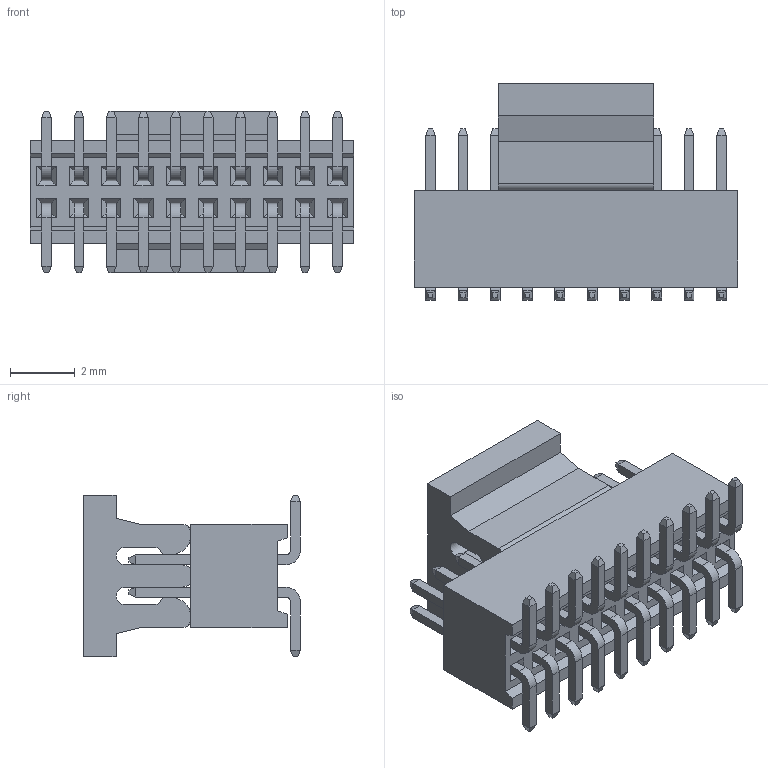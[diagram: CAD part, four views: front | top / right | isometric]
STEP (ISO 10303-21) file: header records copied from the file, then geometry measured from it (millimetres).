
FILE_DESCRIPTION( ('This file contains a STEP AP42 implementation' ,'as created by ZW3D STEP Interface translator.') ,'2;1' );
FILE_NAME( '1530-12XXXXM070XXXX(拸翐).stp' ,'23 314.155258', (''), ('ZWCAD Software Co.'), 'Version 1.0', 'ZW3D to STEP translator', '' );
FILE_SCHEMA(('AUTOMOTIVE_DESIGN { 1 0 10303 214 1 1 1 1 }'));
Length unit declared in the file: millimetre
Products named in the file (2): 0; 1530-1210XXM070XXXX(拸翐)
Bounding box: 10 x 6.7 x 5 mm (x, y, z)
Volume: 145.8 mm3; surface area: 513.4 mm2
Topology: 22 solids, 22 shells, 564 faces, 1320 edges, 800 vertices
Faces by surface type: plane 512, cylinder 52
Entity records: 16187 total; most frequent: CARTESIAN_POINT 2685, ORIENTED_EDGE 2640, DIRECTION 2554, EDGE_CURVE 1320, VECTOR 1216, LINE 1216, VERTEX_POINT 800, AXIS2_PLACEMENT_3D 669
